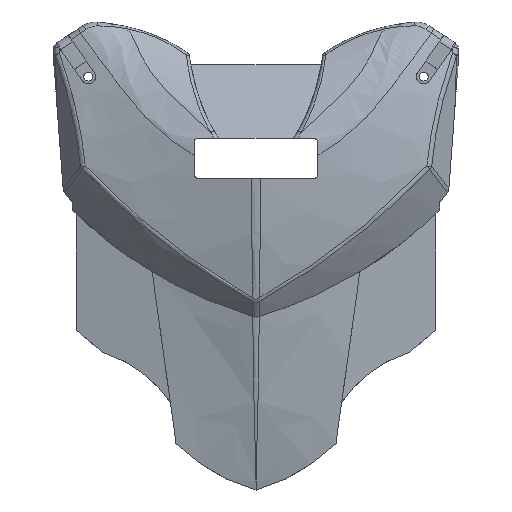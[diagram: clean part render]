
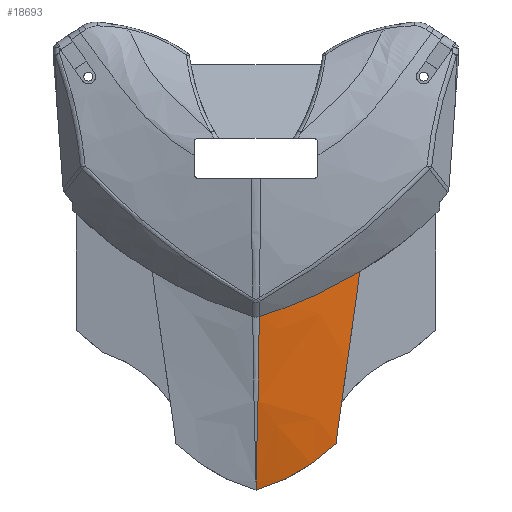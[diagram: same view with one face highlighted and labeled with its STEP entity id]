
A CAD part, top view. The second image highlights one B-rep face of the part: STEP entity #18693.
In plain terms, the highlighted free-form (B-spline) face has degree [3, 3] with [6, 8] control points.
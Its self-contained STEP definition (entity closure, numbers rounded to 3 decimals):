
#505=CARTESIAN_POINT('',(26.,-65.384,6.772));
#506=CARTESIAN_POINT('',(22.843,-67.286,7.244));
#507=CARTESIAN_POINT('',(16.165,-70.858,8.263));
#508=CARTESIAN_POINT('',(7.638,-74.362,9.612));
#509=CARTESIAN_POINT('',(2.398,-76.1,10.459));
#510=CARTESIAN_POINT('',(0.824,-76.588,10.714));
#5748=CARTESIAN_POINT('',(26.,-65.384,6.772));
#5749=CARTESIAN_POINT('',(25.341,-70.122,6.525));
#5750=CARTESIAN_POINT('',(24.017,-79.632,5.952));
#5751=CARTESIAN_POINT('',(22.017,-94.002,4.798));
#5752=CARTESIAN_POINT('',(20.674,-103.657,3.792));
#5753=CARTESIAN_POINT('',(20.,-108.5,3.218));
#5755=CARTESIAN_POINT('',(20.,-108.5,3.218));
#5756=CARTESIAN_POINT('',(18.535,-109.893,3.116));
#5757=CARTESIAN_POINT('',(15.513,-112.441,2.888));
#5758=CARTESIAN_POINT('',(10.741,-115.576,2.48));
#5759=CARTESIAN_POINT('',(5.64,-118.118,2.004));
#5760=CARTESIAN_POINT('',(1.93,-119.441,1.648));
#5761=CARTESIAN_POINT('',(0.,-120.,1.467));
#5763=CARTESIAN_POINT('',(0.,-118.001,
2.));
#5764=CARTESIAN_POINT('',(0.128,-113.72,
3.13));
#5765=CARTESIAN_POINT('',(0.361,-104.938,
5.292));
#5766=CARTESIAN_POINT('',(0.637,-90.997,
8.233));
#5767=CARTESIAN_POINT('',(0.769,-81.445,
9.93));
#5768=CARTESIAN_POINT('',(0.824,-76.588,
10.714));
#5870=CARTESIAN_POINT('',(0.,-118.001,
2.));
#5871=CARTESIAN_POINT('',(0.,-118.668,
1.824));
#5872=CARTESIAN_POINT('',(0.,-119.334,1.646));
#5873=CARTESIAN_POINT('',(0.,-120.,1.467));
#5881=CARTESIAN_POINT('',(0.,-120.,1.467));
#6594=VERTEX_POINT('',#5748);
#6595=VERTEX_POINT('',#5753);
#6596=VERTEX_POINT('',#5881);
#6605=VERTEX_POINT('',#510);
#6606=VERTEX_POINT('',#5870);
#18634=CARTESIAN_POINT('',(-0.266,-76.485,
10.965));
#18635=CARTESIAN_POINT('',(-0.265,-78.167,
10.684));
#18636=CARTESIAN_POINT('',(-0.262,-82.917,
9.863));
#18637=CARTESIAN_POINT('',(-0.256,-92.241,
8.097));
#18638=CARTESIAN_POINT('',(-0.249,-102.891,
5.792));
#18639=CARTESIAN_POINT('',(-0.243,-112.781,
3.381));
#18640=CARTESIAN_POINT('',(-0.239,-118.111,
1.977));
#18641=CARTESIAN_POINT('',(-0.238,-120.422,
1.349));
#18642=CARTESIAN_POINT('',(1.678,-75.898,
10.645));
#18643=CARTESIAN_POINT('',(1.671,-77.602,
10.374));
#18644=CARTESIAN_POINT('',(1.652,-82.418,
9.582));
#18645=CARTESIAN_POINT('',(1.614,-91.87,
7.879));
#18646=CARTESIAN_POINT('',(1.57,-102.672,
5.656));
#18647=CARTESIAN_POINT('',(1.529,-112.704,
3.331));
#18648=CARTESIAN_POINT('',(1.507,-118.112,
1.978));
#18649=CARTESIAN_POINT('',(1.497,-120.457,
1.372));
#18650=CARTESIAN_POINT('',(7.293,-74.048,
9.731));
#18651=CARTESIAN_POINT('',(7.264,-75.825,
9.488));
#18652=CARTESIAN_POINT('',(7.184,-80.845,
8.777));
#18653=CARTESIAN_POINT('',(7.027,-90.705,
7.251));
#18654=CARTESIAN_POINT('',(6.846,-101.981,
5.264));
#18655=CARTESIAN_POINT('',(6.677,-112.464,
3.188));
#18656=CARTESIAN_POINT('',(6.585,-118.117,
1.98));
#18657=CARTESIAN_POINT('',(6.545,-120.57,
1.44));
#18658=CARTESIAN_POINT('',(16.268,-70.325,
8.301));
#18659=CARTESIAN_POINT('',(16.213,-72.248,
8.101));
#18660=CARTESIAN_POINT('',(16.06,-77.683,
7.517));
#18661=CARTESIAN_POINT('',(15.756,-88.366,
6.266));
#18662=CARTESIAN_POINT('',(15.408,-100.597,
4.646));
#18663=CARTESIAN_POINT('',(15.083,-111.982,
2.961));
#18664=CARTESIAN_POINT('',(14.907,-118.127,
1.984));
#18665=CARTESIAN_POINT('',(14.831,-120.794,
1.547));
#18666=CARTESIAN_POINT('',(23.029,-66.66,
7.262));
#18667=CARTESIAN_POINT('',(22.967,-68.727,
7.092));
#18668=CARTESIAN_POINT('',(22.792,-74.572,
6.597));
#18669=CARTESIAN_POINT('',(22.448,-86.066,
5.545));
#18670=CARTESIAN_POINT('',(22.053,-99.238,
4.192));
#18671=CARTESIAN_POINT('',(21.684,-111.509,
2.794));
#18672=CARTESIAN_POINT('',(21.484,-118.137,
1.987));
#18673=CARTESIAN_POINT('',(21.398,-121.014,
1.626));
#18674=CARTESIAN_POINT('',(26.263,-64.68,
6.775));
#18675=CARTESIAN_POINT('',(26.202,-66.826,
6.619));
#18676=CARTESIAN_POINT('',(26.028,-72.892,
6.165));
#18677=CARTESIAN_POINT('',(25.686,-84.825,
5.205));
#18678=CARTESIAN_POINT('',(25.294,-98.505,
3.977));
#18679=CARTESIAN_POINT('',(24.927,-111.254,
2.715));
#18680=CARTESIAN_POINT('',(24.728,-118.142,
1.988));
#18681=CARTESIAN_POINT('',(24.642,-121.132,
1.663));
#18682=B_SPLINE_SURFACE_WITH_KNOTS('',3,3,((#18634,#18635,#18636,#18637,#18638,
#18639,#18640,#18641),(#18642,#18643,#18644,#18645,#18646,#18647,#18648,#18649),
(#18650,#18651,#18652,#18653,#18654,#18655,#18656,#18657),(#18658,#18659,#18660,
#18661,#18662,#18663,#18664,#18665),(#18666,#18667,#18668,#18669,#18670,#18671,
#18672,#18673),(#18674,#18675,#18676,#18677,#18678,#18679,#18680,#18681)),
.UNSPECIFIED.,.F.,.F.,.F.,(4,1,1,4),(4,1,1,1,1,4),(-0.005,
0.111,0.333,0.55),(-0.01,
0.111,0.333,0.667,0.889,
1.06),.UNSPECIFIED.);
#18683=ORIENTED_EDGE('',*,*,#8523,.F.);
#18685=ORIENTED_EDGE('',*,*,#18684,.T.);
#18687=ORIENTED_EDGE('',*,*,#18686,.T.);
#18689=ORIENTED_EDGE('',*,*,#18688,.F.);
#18690=ORIENTED_EDGE('',*,*,#18626,.T.);
#18691=EDGE_LOOP('',(#18683,#18685,#18687,#18689,#18690));
#18692=FACE_OUTER_BOUND('',#18691,.F.);
#18693=ADVANCED_FACE('',(#18692),#18682,.F.);
#511=B_SPLINE_CURVE_WITH_KNOTS('',3,(#505,#506,#507,#508,#509,#510),
.UNSPECIFIED.,.F.,.F.,(4,1,1,4),(0.,0.399,0.821,1.),
.UNSPECIFIED.);
#5754=B_SPLINE_CURVE_WITH_KNOTS('',3,(#5748,#5749,#5750,#5751,#5752,#5753),
.UNSPECIFIED.,.F.,.F.,(4,1,1,4),(0.,0.333,0.667,1.),
.UNSPECIFIED.);
#5762=B_SPLINE_CURVE_WITH_KNOTS('',3,(#5755,#5756,#5757,#5758,#5759,#5760,
#5761),.UNSPECIFIED.,.F.,.F.,(4,1,1,1,4),(0.,0.25,0.5,0.75,1.),
.UNSPECIFIED.);
#5769=B_SPLINE_CURVE_WITH_KNOTS('',3,(#5763,#5764,#5765,#5766,#5767,#5768),
.UNSPECIFIED.,.F.,.F.,(4,1,1,4),(0.,0.333,0.667,1.),
.UNSPECIFIED.);
#5874=B_SPLINE_CURVE_WITH_KNOTS('',3,(#5870,#5871,#5872,#5873),.UNSPECIFIED.,
.F.,.F.,(4,4),(0.,1.),.UNSPECIFIED.);
#8523=EDGE_CURVE('',#6594,#6605,#511,.T.);
#18626=EDGE_CURVE('',#6606,#6605,#5769,.T.);
#18684=EDGE_CURVE('',#6594,#6595,#5754,.T.);
#18686=EDGE_CURVE('',#6595,#6596,#5762,.T.);
#18688=EDGE_CURVE('',#6606,#6596,#5874,.T.);
